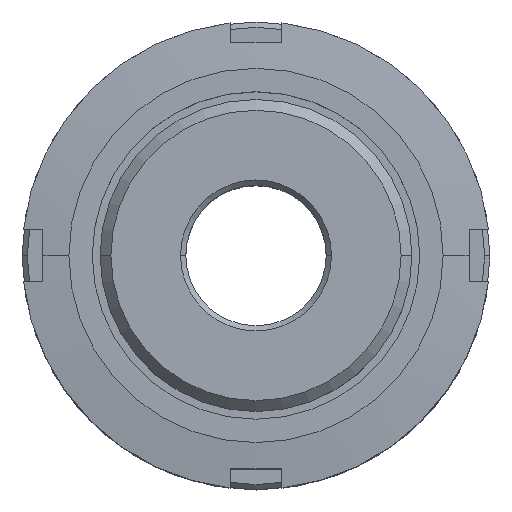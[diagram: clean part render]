
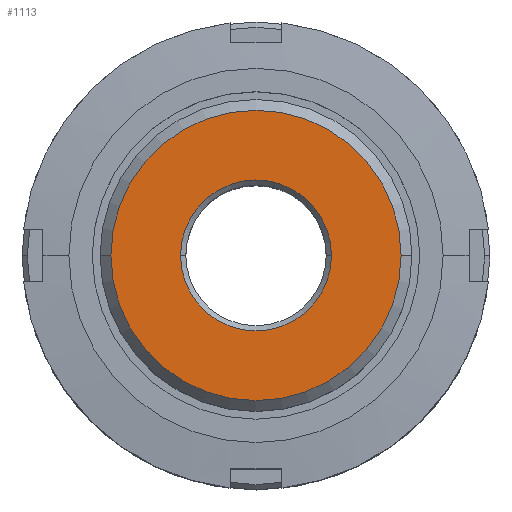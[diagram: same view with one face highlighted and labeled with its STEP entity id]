
A CAD part, top view. The second image highlights one B-rep face of the part: STEP entity #1113.
In plain terms, the highlighted planar face has unit normal (0, 0, 1).
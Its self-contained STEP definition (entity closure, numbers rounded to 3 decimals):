
#531=VERTEX_POINT('',#1475);
#889=VERTEX_POINT('',#1872);
#1027=EDGE_CURVE('',#531,#889,#2025,.T.);
#1113=ADVANCED_FACE('',(#2122,#2123),#2124,.T.);
#1149=EDGE_CURVE('',#1375,#1163,#2164,.T.);
#1163=VERTEX_POINT('',#2179);
#1363=EDGE_CURVE('',#1163,#1375,#2403,.T.);
#1375=VERTEX_POINT('',#2417);
#1381=EDGE_CURVE('',#889,#531,#2423,.T.);
#1475=CARTESIAN_POINT('',(-7.26,0.,34.0));
#1872=CARTESIAN_POINT('',(7.26,0.,34.0));
#2025=CIRCLE('',#3456,7.26);
#2122=FACE_OUTER_BOUND('',#3606,.T.);
#2123=FACE_BOUND('',#3607,.T.);
#2124=PLANE('',#3608);
#2164=CIRCLE('',#3676,13.96);
#2179=CARTESIAN_POINT('',(-13.96,0.,34.0));
#2403=CIRCLE('',#4041,13.96);
#2417=CARTESIAN_POINT('',(13.96,0.,34.0));
#2423=CIRCLE('',#4065,7.26);
#3456=AXIS2_PLACEMENT_3D('',#4808,#4809,#4810);
#3606=EDGE_LOOP('',(#4931,#4932));
#3607=EDGE_LOOP('',(#4933,#4934));
#3608=AXIS2_PLACEMENT_3D('',#4935,#4936,#4937);
#3676=AXIS2_PLACEMENT_3D('',#4979,#4980,#4981);
#4041=AXIS2_PLACEMENT_3D('',#5277,#5278,#5279);
#4065=AXIS2_PLACEMENT_3D('',#5305,#5306,#5307);
#4808=CARTESIAN_POINT('',(0.0,0.,34.0));
#4809=DIRECTION('',(0.0,0.,-1.0));
#4810=DIRECTION('',(1.0,0.0,0.0));
#4931=ORIENTED_EDGE('',*,*,#1149,.F.);
#4932=ORIENTED_EDGE('',*,*,#1363,.F.);
#4933=ORIENTED_EDGE('',*,*,#1381,.T.);
#4934=ORIENTED_EDGE('',*,*,#1027,.T.);
#4935=CARTESIAN_POINT('',(10.61,0.,34.0));
#4936=DIRECTION('',(0.0,0.,1.0));
#4937=DIRECTION('',(-1.0,0.0,-0.0));
#4979=CARTESIAN_POINT('',(0.0,0.,34.0));
#4980=DIRECTION('',(0.0,0.,-1.0));
#4981=DIRECTION('',(1.0,0.0,0.0));
#5277=CARTESIAN_POINT('',(0.0,0.,34.0));
#5278=DIRECTION('',(0.0,0.,-1.0));
#5279=DIRECTION('',(1.0,0.0,0.0));
#5305=CARTESIAN_POINT('',(0.0,0.,34.0));
#5306=DIRECTION('',(0.0,0.,-1.0));
#5307=DIRECTION('',(1.0,0.0,0.0));
